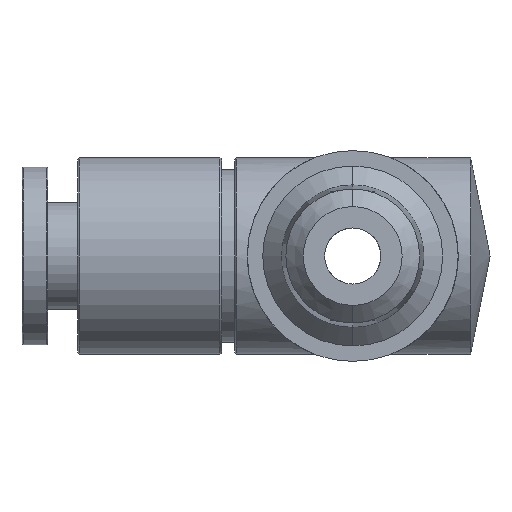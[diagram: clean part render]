
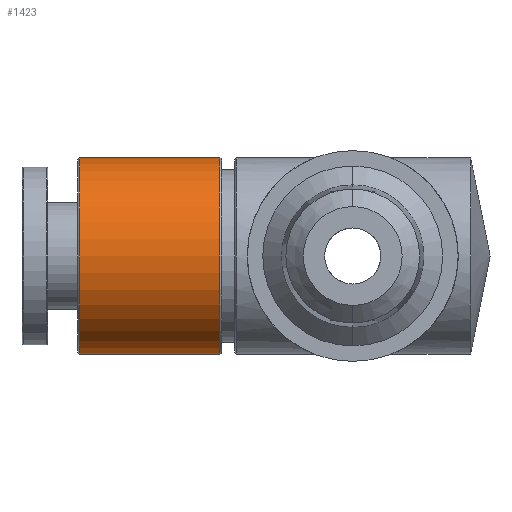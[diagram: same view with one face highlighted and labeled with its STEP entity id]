
A CAD part, left-side view. The second image highlights one B-rep face of the part: STEP entity #1423.
In plain terms, the highlighted cylindrical face has radius 7.048 mm (diameter 14.097 mm), a partial arc.
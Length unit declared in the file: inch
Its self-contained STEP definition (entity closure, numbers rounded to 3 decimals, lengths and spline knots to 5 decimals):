
#571 = VERTEX_POINT ( 'NONE', #2598 ) ;
#633 = VECTOR ( 'NONE', #2298, 39.37008 ) ;
#687 = FACE_OUTER_BOUND ( 'NONE', #746, .T. ) ;
#746 = EDGE_LOOP ( 'NONE', ( #1854, #873, #1045, #3347 ) ) ;
#791 = VERTEX_POINT ( 'NONE', #1424 ) ;
#835 = AXIS2_PLACEMENT_3D ( 'NONE', #3294, #1312, #3261 ) ;
#873 = ORIENTED_EDGE ( 'NONE', *, *, #3565, .T. ) ;
#934 = CARTESIAN_POINT ( 'NONE',  ( 0., 0.3765, 0. ) ) ;
#1045 = ORIENTED_EDGE ( 'NONE', *, *, #2918, .T. ) ;
#1098 = DIRECTION ( 'NONE',  ( 0., 0., -1. ) ) ;
#1312 = DIRECTION ( 'NONE',  ( 0., -1., 0. ) ) ;
#1349 = CARTESIAN_POINT ( 'NONE',  ( 0., 0.96562, 0.2775 ) ) ;
#1423 = ADVANCED_FACE ( 'NONE', ( #687 ), #2885, .T. ) ;
#1424 = CARTESIAN_POINT ( 'NONE',  ( 0., 0.7735, -0.2775 ) ) ;
#1482 = VECTOR ( 'NONE', #3308, 39.37008 ) ;
#1500 = CARTESIAN_POINT ( 'NONE',  ( 0., 0.96562, 0. ) ) ;
#1574 = AXIS2_PLACEMENT_3D ( 'NONE', #934, #2601, #2573 ) ;
#1631 = EDGE_CURVE ( 'NONE', #571, #791, #1736, .T. ) ;
#1736 = LINE ( 'NONE', #2863, #633 ) ;
#1755 = VERTEX_POINT ( 'NONE', #2938 ) ;
#1845 = CIRCLE ( 'NONE', #835, 0.2775 ) ;
#1854 = ORIENTED_EDGE ( 'NONE', *, *, #2831, .T. ) ;
#2134 = DIRECTION ( 'NONE',  ( 0., 1., 0. ) ) ;
#2278 = CARTESIAN_POINT ( 'NONE',  ( 0., 0.7735, 0.2775 ) ) ;
#2298 = DIRECTION ( 'NONE',  ( 0., 1., 0. ) ) ;
#2338 = VERTEX_POINT ( 'NONE', #2278 ) ;
#2573 = DIRECTION ( 'NONE',  ( 0., 0., 1. ) ) ;
#2598 = CARTESIAN_POINT ( 'NONE',  ( 0., 0.3765, -0.2775 ) ) ;
#2601 = DIRECTION ( 'NONE',  ( 0., 1., 0. ) ) ;
#2831 = EDGE_CURVE ( 'NONE', #571, #1755, #2990, .T. ) ;
#2863 = CARTESIAN_POINT ( 'NONE',  ( 0., 0.96562, -0.2775 ) ) ;
#2885 = CYLINDRICAL_SURFACE ( 'NONE', #3430, 0.2775 ) ;
#2918 = EDGE_CURVE ( 'NONE', #2338, #791, #1845, .T. ) ;
#2938 = CARTESIAN_POINT ( 'NONE',  ( 0., 0.3765, 0.2775 ) ) ;
#2990 = CIRCLE ( 'NONE', #1574, 0.2775 ) ;
#3261 = DIRECTION ( 'NONE',  ( 0., 0., -1. ) ) ;
#3294 = CARTESIAN_POINT ( 'NONE',  ( 0., 0.7735, 0. ) ) ;
#3308 = DIRECTION ( 'NONE',  ( 0., 1., 0. ) ) ;
#3347 = ORIENTED_EDGE ( 'NONE', *, *, #1631, .F. ) ;
#3374 = LINE ( 'NONE', #1349, #1482 ) ;
#3430 = AXIS2_PLACEMENT_3D ( 'NONE', #1500, #2134, #1098 ) ;
#3565 = EDGE_CURVE ( 'NONE', #1755, #2338, #3374, .T. ) ;
